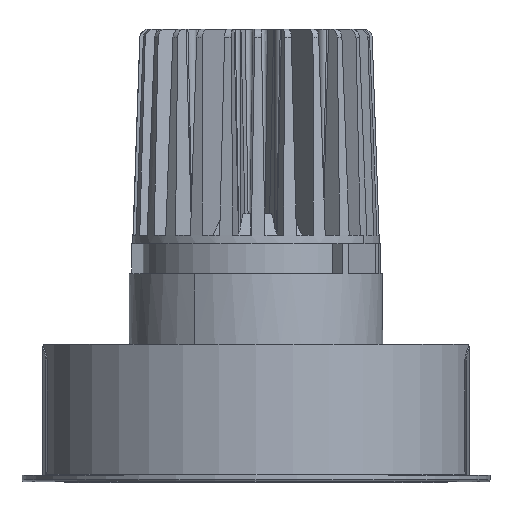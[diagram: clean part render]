
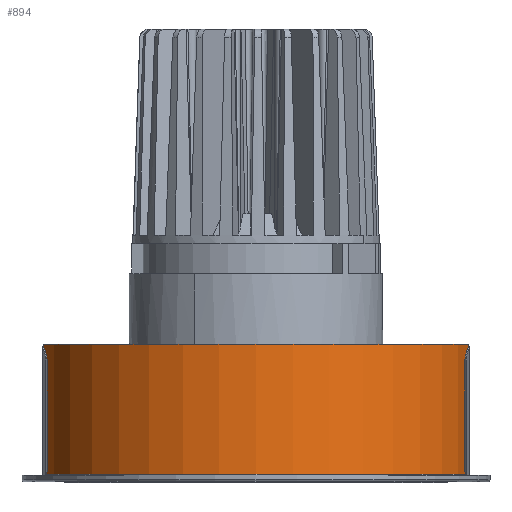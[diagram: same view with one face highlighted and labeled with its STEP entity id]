
A CAD part, top view. The second image highlights one B-rep face of the part: STEP entity #894.
In plain terms, the highlighted cylindrical face has radius 50.5 mm (diameter 101 mm), a partial arc.
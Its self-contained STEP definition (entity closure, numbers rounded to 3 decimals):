
#358=CARTESIAN_POINT('',(0.,32.,0.));
#359=DIRECTION('',(0.,-1.,0.));
#360=DIRECTION('',(0.98,0.,0.198));
#361=AXIS2_PLACEMENT_3D('',#358,#359,#360);
#498=CARTESIAN_POINT('',(0.,1.7,0.));
#499=DIRECTION('',(0.,1.,0.));
#500=DIRECTION('',(-0.98,0.,0.198));
#501=AXIS2_PLACEMENT_3D('',#498,#499,#500);
#538=DIRECTION('',(0.,-1.,0.));
#539=VECTOR('',#538,30.3);
#540=CARTESIAN_POINT('',(-49.5,32.,10.));
#541=LINE('',#540,#539);
#545=DIRECTION('',(0.,-1.,0.));
#546=VECTOR('',#545,30.3);
#547=CARTESIAN_POINT('',(49.5,32.,10.));
#548=LINE('',#547,#546);
#607=CARTESIAN_POINT('',(49.5,32.,10.));
#609=VERTEX_POINT('',#607);
#610=CARTESIAN_POINT('',(-49.5,32.,10.));
#612=VERTEX_POINT('',#610);
#618=CARTESIAN_POINT('',(49.5,1.7,10.));
#619=VERTEX_POINT('',#618);
#620=CARTESIAN_POINT('',(-49.5,1.7,10.));
#621=VERTEX_POINT('',#620);
#883=CARTESIAN_POINT('',(0.,33.525,0.));
#884=DIRECTION('',(0.,-1.,0.));
#885=DIRECTION('',(-1.,0.,0.));
#886=AXIS2_PLACEMENT_3D('',#883,#884,#885);
#887=CYLINDRICAL_SURFACE('',#886,50.5);
#888=ORIENTED_EDGE('',*,*,#862,.F.);
#889=ORIENTED_EDGE('',*,*,#873,.F.);
#890=ORIENTED_EDGE('',*,*,#736,.F.);
#891=ORIENTED_EDGE('',*,*,#771,.T.);
#892=EDGE_LOOP('',(#888,#889,#890,#891));
#893=FACE_OUTER_BOUND('',#892,.F.);
#894=ADVANCED_FACE('',(#893),#887,.T.);
#362=CIRCLE('',#361,50.5);
#502=CIRCLE('',#501,50.5);
#736=EDGE_CURVE('',#609,#612,#362,.T.);
#771=EDGE_CURVE('',#609,#619,#548,.T.);
#862=EDGE_CURVE('',#621,#619,#502,.T.);
#873=EDGE_CURVE('',#612,#621,#541,.T.);
